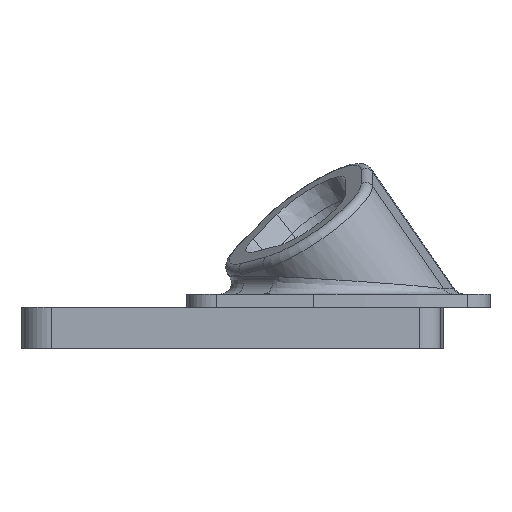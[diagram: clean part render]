
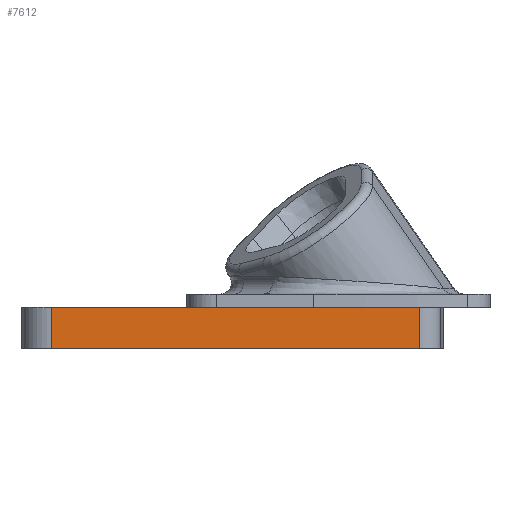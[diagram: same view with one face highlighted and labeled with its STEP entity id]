
A CAD part, left-side view. The second image highlights one B-rep face of the part: STEP entity #7612.
In plain terms, the highlighted planar face has unit normal (-1, 0, 0).
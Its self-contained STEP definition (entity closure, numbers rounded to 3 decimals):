
#3583 = PLANE('',#3584);
#3584 = AXIS2_PLACEMENT_3D('',#3585,#3586,#3587);
#3585 = CARTESIAN_POINT('',(0.,0.,-1.6));
#3586 = DIRECTION('',(0.,0.,1.));
#3587 = DIRECTION('',(1.,0.,0.));
#4046 = VERTEX_POINT('',#4047);
#4047 = CARTESIAN_POINT('',(-72.8,18.4,-1.6));
#4061 = PLANE('',#4062);
#4062 = AXIS2_PLACEMENT_3D('',#4063,#4064,#4065);
#4063 = CARTESIAN_POINT('',(0.,12.8,-1.6));
#4064 = DIRECTION('',(0.,0.,-1.));
#4065 = DIRECTION('',(-1.,0.,0.));
#5896 = EDGE_CURVE('',#4046,#5897,#5899,.T.);
#5897 = VERTEX_POINT('',#5898);
#5898 = CARTESIAN_POINT('',(-72.8,-9.8,-1.6));
#5899 = SURFACE_CURVE('',#5900,(#5904,#5911),.PCURVE_S1.);
#5900 = LINE('',#5901,#5902);
#5901 = CARTESIAN_POINT('',(-72.8,-4.9,-1.6));
#5902 = VECTOR('',#5903,1.);
#5903 = DIRECTION('',(0.,-1.,0.));
#5904 = PCURVE('',#3583,#5905);
#5905 = DEFINITIONAL_REPRESENTATION('',(#5906),#5910);
#5906 = LINE('',#5907,#5908);
#5907 = CARTESIAN_POINT('',(-72.8,-4.9));
#5908 = VECTOR('',#5909,1.);
#5909 = DIRECTION('',(0.,-1.));
#5910 = ( GEOMETRIC_REPRESENTATION_CONTEXT(2) 
PARAMETRIC_REPRESENTATION_CONTEXT() REPRESENTATION_CONTEXT('2D SPACE',''
  ) );
#5911 = PCURVE('',#5912,#5917);
#5912 = PLANE('',#5913);
#5913 = AXIS2_PLACEMENT_3D('',#5914,#5915,#5916);
#5914 = CARTESIAN_POINT('',(-72.8,-9.8,-1.6));
#5915 = DIRECTION('',(-1.,0.,0.));
#5916 = DIRECTION('',(0.,1.,0.));
#5917 = DEFINITIONAL_REPRESENTATION('',(#5918),#5922);
#5918 = LINE('',#5919,#5920);
#5919 = CARTESIAN_POINT('',(4.9,0.));
#5920 = VECTOR('',#5921,1.);
#5921 = DIRECTION('',(-1.,0.));
#5922 = ( GEOMETRIC_REPRESENTATION_CONTEXT(2) 
PARAMETRIC_REPRESENTATION_CONTEXT() REPRESENTATION_CONTEXT('2D SPACE',''
  ) );
#5941 = CYLINDRICAL_SURFACE('',#5942,2.6);
#5942 = AXIS2_PLACEMENT_3D('',#5943,#5944,#5945);
#5943 = CARTESIAN_POINT('',(-70.2,-9.8,-1.6));
#5944 = DIRECTION('',(0.,0.,-1.));
#5945 = DIRECTION('',(0.,-1.,0.));
#6467 = VERTEX_POINT('',#6468);
#6468 = CARTESIAN_POINT('',(-72.8,34.8,-1.6));
#6483 = CYLINDRICAL_SURFACE('',#6484,3.6);
#6484 = AXIS2_PLACEMENT_3D('',#6485,#6486,#6487);
#6485 = CARTESIAN_POINT('',(-69.2,34.8,-1.6));
#6486 = DIRECTION('',(0.,0.,-1.));
#6487 = DIRECTION('',(-1.,0.,0.));
#6495 = EDGE_CURVE('',#4046,#6467,#6496,.T.);
#6496 = SURFACE_CURVE('',#6497,(#6501,#6508),.PCURVE_S1.);
#6497 = LINE('',#6498,#6499);
#6498 = CARTESIAN_POINT('',(-72.8,-9.8,-1.6));
#6499 = VECTOR('',#6500,1.);
#6500 = DIRECTION('',(0.,1.,0.));
#6501 = PCURVE('',#4061,#6502);
#6502 = DEFINITIONAL_REPRESENTATION('',(#6503),#6507);
#6503 = LINE('',#6504,#6505);
#6504 = CARTESIAN_POINT('',(72.8,-22.6));
#6505 = VECTOR('',#6506,1.);
#6506 = DIRECTION('',(0.,1.));
#6507 = ( GEOMETRIC_REPRESENTATION_CONTEXT(2) 
PARAMETRIC_REPRESENTATION_CONTEXT() REPRESENTATION_CONTEXT('2D SPACE',''
  ) );
#6508 = PCURVE('',#5912,#6509);
#6509 = DEFINITIONAL_REPRESENTATION('',(#6510),#6514);
#6510 = LINE('',#6511,#6512);
#6511 = CARTESIAN_POINT('',(0.,0.));
#6512 = VECTOR('',#6513,1.);
#6513 = DIRECTION('',(1.,0.));
#6514 = ( GEOMETRIC_REPRESENTATION_CONTEXT(2) 
PARAMETRIC_REPRESENTATION_CONTEXT() REPRESENTATION_CONTEXT('2D SPACE',''
  ) );
#7612 = ADVANCED_FACE('',(#7613),#5912,.T.);
#7613 = FACE_BOUND('',#7614,.T.);
#7614 = EDGE_LOOP('',(#7615,#7616,#7617,#7640,#7668));
#7615 = ORIENTED_EDGE('',*,*,#5896,.F.);
#7616 = ORIENTED_EDGE('',*,*,#6495,.T.);
#7617 = ORIENTED_EDGE('',*,*,#7618,.T.);
#7618 = EDGE_CURVE('',#6467,#7619,#7621,.T.);
#7619 = VERTEX_POINT('',#7620);
#7620 = CARTESIAN_POINT('',(-72.8,34.8,-6.6));
#7621 = SURFACE_CURVE('',#7622,(#7626,#7633),.PCURVE_S1.);
#7622 = LINE('',#7623,#7624);
#7623 = CARTESIAN_POINT('',(-72.8,34.8,-1.6));
#7624 = VECTOR('',#7625,1.);
#7625 = DIRECTION('',(0.,0.,-1.));
#7626 = PCURVE('',#5912,#7627);
#7627 = DEFINITIONAL_REPRESENTATION('',(#7628),#7632);
#7628 = LINE('',#7629,#7630);
#7629 = CARTESIAN_POINT('',(44.6,0.));
#7630 = VECTOR('',#7631,1.);
#7631 = DIRECTION('',(0.,1.));
#7632 = ( GEOMETRIC_REPRESENTATION_CONTEXT(2) 
PARAMETRIC_REPRESENTATION_CONTEXT() REPRESENTATION_CONTEXT('2D SPACE',''
  ) );
#7633 = PCURVE('',#6483,#7634);
#7634 = DEFINITIONAL_REPRESENTATION('',(#7635),#7639);
#7635 = LINE('',#7636,#7637);
#7636 = CARTESIAN_POINT('',(0.,0.));
#7637 = VECTOR('',#7638,1.);
#7638 = DIRECTION('',(0.,1.));
#7639 = ( GEOMETRIC_REPRESENTATION_CONTEXT(2) 
PARAMETRIC_REPRESENTATION_CONTEXT() REPRESENTATION_CONTEXT('2D SPACE',''
  ) );
#7640 = ORIENTED_EDGE('',*,*,#7641,.F.);
#7641 = EDGE_CURVE('',#7642,#7619,#7644,.T.);
#7642 = VERTEX_POINT('',#7643);
#7643 = CARTESIAN_POINT('',(-72.8,-9.8,-6.6));
#7644 = SURFACE_CURVE('',#7645,(#7649,#7656),.PCURVE_S1.);
#7645 = LINE('',#7646,#7647);
#7646 = CARTESIAN_POINT('',(-72.8,-9.8,-6.6));
#7647 = VECTOR('',#7648,1.);
#7648 = DIRECTION('',(0.,1.,0.));
#7649 = PCURVE('',#5912,#7650);
#7650 = DEFINITIONAL_REPRESENTATION('',(#7651),#7655);
#7651 = LINE('',#7652,#7653);
#7652 = CARTESIAN_POINT('',(0.,5.));
#7653 = VECTOR('',#7654,1.);
#7654 = DIRECTION('',(1.,0.));
#7655 = ( GEOMETRIC_REPRESENTATION_CONTEXT(2) 
PARAMETRIC_REPRESENTATION_CONTEXT() REPRESENTATION_CONTEXT('2D SPACE',''
  ) );
#7656 = PCURVE('',#7657,#7662);
#7657 = PLANE('',#7658);
#7658 = AXIS2_PLACEMENT_3D('',#7659,#7660,#7661);
#7659 = CARTESIAN_POINT('',(0.,12.8,-6.6));
#7660 = DIRECTION('',(0.,0.,-1.));
#7661 = DIRECTION('',(-1.,0.,0.));
#7662 = DEFINITIONAL_REPRESENTATION('',(#7663),#7667);
#7663 = LINE('',#7664,#7665);
#7664 = CARTESIAN_POINT('',(72.8,-22.6));
#7665 = VECTOR('',#7666,1.);
#7666 = DIRECTION('',(0.,1.));
#7667 = ( GEOMETRIC_REPRESENTATION_CONTEXT(2) 
PARAMETRIC_REPRESENTATION_CONTEXT() REPRESENTATION_CONTEXT('2D SPACE',''
  ) );
#7668 = ORIENTED_EDGE('',*,*,#7669,.F.);
#7669 = EDGE_CURVE('',#5897,#7642,#7670,.T.);
#7670 = SURFACE_CURVE('',#7671,(#7675,#7682),.PCURVE_S1.);
#7671 = LINE('',#7672,#7673);
#7672 = CARTESIAN_POINT('',(-72.8,-9.8,-1.6));
#7673 = VECTOR('',#7674,1.);
#7674 = DIRECTION('',(0.,0.,-1.));
#7675 = PCURVE('',#5912,#7676);
#7676 = DEFINITIONAL_REPRESENTATION('',(#7677),#7681);
#7677 = LINE('',#7678,#7679);
#7678 = CARTESIAN_POINT('',(0.,0.));
#7679 = VECTOR('',#7680,1.);
#7680 = DIRECTION('',(0.,1.));
#7681 = ( GEOMETRIC_REPRESENTATION_CONTEXT(2) 
PARAMETRIC_REPRESENTATION_CONTEXT() REPRESENTATION_CONTEXT('2D SPACE',''
  ) );
#7682 = PCURVE('',#5941,#7683);
#7683 = DEFINITIONAL_REPRESENTATION('',(#7684),#7688);
#7684 = LINE('',#7685,#7686);
#7685 = CARTESIAN_POINT('',(1.571,0.));
#7686 = VECTOR('',#7687,1.);
#7687 = DIRECTION('',(0.,1.));
#7688 = ( GEOMETRIC_REPRESENTATION_CONTEXT(2) 
PARAMETRIC_REPRESENTATION_CONTEXT() REPRESENTATION_CONTEXT('2D SPACE',''
  ) );
